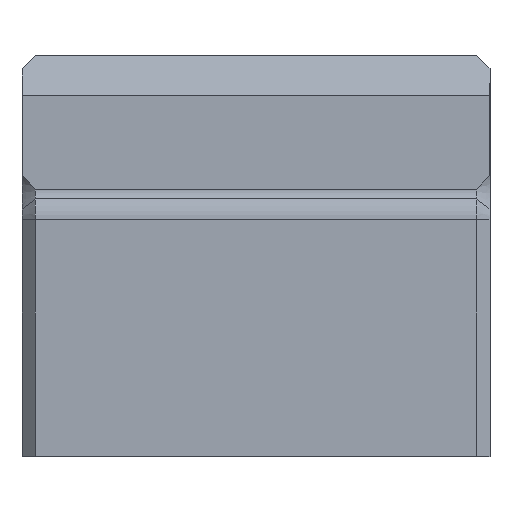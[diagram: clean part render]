
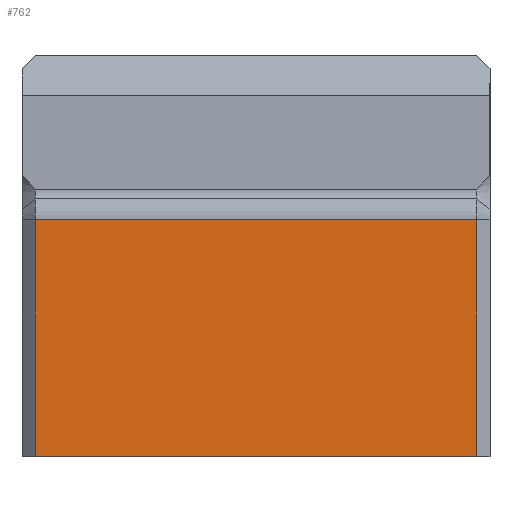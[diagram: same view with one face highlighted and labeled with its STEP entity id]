
A CAD part, left-side view. The second image highlights one B-rep face of the part: STEP entity #762.
In plain terms, the highlighted planar face has unit normal (-1, 0, 0).
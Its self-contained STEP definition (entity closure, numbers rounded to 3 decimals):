
#723=CARTESIAN_POINT('',(353.941,38.8,313.25));
#724=DIRECTION('',(1.,0.,-0.));
#725=DIRECTION('',(0.,-1.,-0.));
#726=AXIS2_PLACEMENT_3D('',#723,#724,#725);
#727=PLANE('',#726);
#728=CARTESIAN_POINT('',(353.941,22.3,283.25));
#729=VERTEX_POINT('',#728);
#730=CARTESIAN_POINT('',(353.941,55.3,283.25));
#731=VERTEX_POINT('',#730);
#732=CARTESIAN_POINT('',(353.941,22.3,283.25));
#733=DIRECTION('',(-0.,1.,0.));
#734=VECTOR('',#733,33.);
#735=LINE('',#732,#734);
#736=EDGE_CURVE('',#729,#731,#735,.T.);
#737=ORIENTED_EDGE('',*,*,#736,.F.);
#738=CARTESIAN_POINT('',(353.941,22.3,300.97));
#739=VERTEX_POINT('',#738);
#740=CARTESIAN_POINT('',(353.941,22.3,300.97));
#741=DIRECTION('',(-0.,0.,-1.));
#742=VECTOR('',#741,17.72);
#743=LINE('',#740,#742);
#744=EDGE_CURVE('',#739,#729,#743,.T.);
#745=ORIENTED_EDGE('',*,*,#744,.F.);
#746=CARTESIAN_POINT('',(353.941,55.3,300.97));
#747=VERTEX_POINT('',#746);
#748=CARTESIAN_POINT('',(353.941,55.3,300.97));
#749=DIRECTION('',(0.,-1.,-0.));
#750=VECTOR('',#749,33.);
#751=LINE('',#748,#750);
#752=EDGE_CURVE('',#747,#739,#751,.T.);
#753=ORIENTED_EDGE('',*,*,#752,.F.);
#754=CARTESIAN_POINT('',(353.941,55.3,283.25));
#755=DIRECTION('',(0.,-0.,1.));
#756=VECTOR('',#755,17.72);
#757=LINE('',#754,#756);
#758=EDGE_CURVE('',#731,#747,#757,.T.);
#759=ORIENTED_EDGE('',*,*,#758,.F.);
#760=EDGE_LOOP('',(#737,#745,#753,#759));
#761=FACE_BOUND('',#760,.T.);
#762=ADVANCED_FACE('',(#761),#727,.F.);
